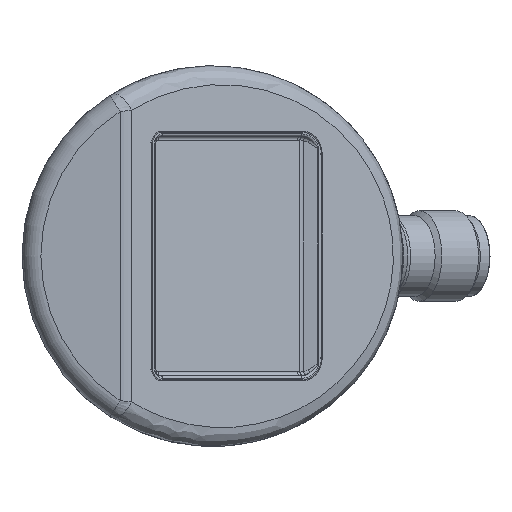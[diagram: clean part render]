
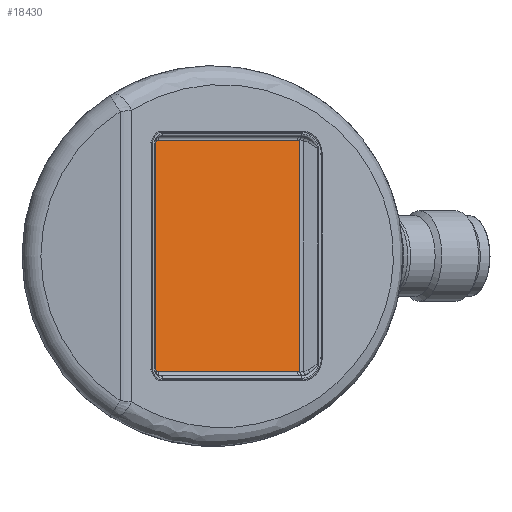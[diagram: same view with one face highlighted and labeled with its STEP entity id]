
A CAD part, front view. The second image highlights one B-rep face of the part: STEP entity #18430.
In plain terms, the highlighted planar face has unit normal (0.5, -0.866, 0).
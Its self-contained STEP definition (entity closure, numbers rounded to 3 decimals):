
#493=CIRCLE('',#26078,1.946);
#494=CIRCLE('',#26079,1.946);
#495=CIRCLE('',#26080,0.446);
#496=CIRCLE('',#26081,0.446);
#1345=LINE('',#33135,#2532);
#1346=LINE('',#33139,#2533);
#1347=LINE('',#33143,#2534);
#1348=LINE('',#33147,#2535);
#2532=VECTOR('',#27991,1000.);
#2533=VECTOR('',#27994,1000.);
#2534=VECTOR('',#27997,1000.);
#2535=VECTOR('',#28000,1000.);
#3665=PLANE('',#26077);
#4315=ORIENTED_EDGE('',*,*,#9992,.T.);
#4316=ORIENTED_EDGE('',*,*,#9993,.T.);
#4317=ORIENTED_EDGE('',*,*,#9994,.T.);
#4318=ORIENTED_EDGE('',*,*,#9995,.T.);
#4319=ORIENTED_EDGE('',*,*,#9996,.T.);
#4320=ORIENTED_EDGE('',*,*,#9997,.T.);
#4321=ORIENTED_EDGE('',*,*,#9998,.T.);
#4322=ORIENTED_EDGE('',*,*,#9999,.T.);
#9992=EDGE_CURVE('',#12831,#12832,#493,.F.);
#9993=EDGE_CURVE('',#12832,#12833,#1345,.T.);
#9994=EDGE_CURVE('',#12833,#12834,#494,.F.);
#9995=EDGE_CURVE('',#12834,#12835,#1346,.T.);
#9996=EDGE_CURVE('',#12835,#12836,#495,.F.);
#9997=EDGE_CURVE('',#12836,#12837,#1347,.T.);
#9998=EDGE_CURVE('',#12837,#12838,#496,.F.);
#9999=EDGE_CURVE('',#12838,#12831,#1348,.T.);
#12831=VERTEX_POINT('',#33133);
#12832=VERTEX_POINT('',#33134);
#12833=VERTEX_POINT('',#33136);
#12834=VERTEX_POINT('',#33138);
#12835=VERTEX_POINT('',#33140);
#12836=VERTEX_POINT('',#33142);
#12837=VERTEX_POINT('',#33144);
#12838=VERTEX_POINT('',#33146);
#15393=EDGE_LOOP('',(#4315,#4316,#4317,#4318,#4319,#4320,#4321,#4322));
#16793=FACE_BOUND('',#15393,.T.);
#18430=ADVANCED_FACE('',(#16793),#3665,.F.);
#26077=AXIS2_PLACEMENT_3D('',#33131,#27987,#27988);
#26078=AXIS2_PLACEMENT_3D('',#33132,#27989,#27990);
#26079=AXIS2_PLACEMENT_3D('',#33137,#27992,#27993);
#26080=AXIS2_PLACEMENT_3D('',#33141,#27995,#27996);
#26081=AXIS2_PLACEMENT_3D('',#33145,#27998,#27999);
#27987=DIRECTION('',(-0.5,0.866,0.));
#27988=DIRECTION('',(0.866,0.5,0.));
#27989=DIRECTION('',(-0.5,0.866,0.));
#27990=DIRECTION('',(0.866,0.5,0.));
#27991=DIRECTION('',(0.,0.,1.));
#27992=DIRECTION('',(-0.5,0.866,0.));
#27993=DIRECTION('',(0.866,0.5,0.));
#27994=DIRECTION('',(-0.866,-0.5,0.));
#27995=DIRECTION('',(-0.5,0.866,0.));
#27996=DIRECTION('',(0.866,0.5,0.));
#27997=DIRECTION('',(0.,0.,-1.));
#27998=DIRECTION('',(-0.5,0.866,0.));
#27999=DIRECTION('',(0.866,0.5,0.));
#28000=DIRECTION('',(0.866,0.5,0.));
#33131=CARTESIAN_POINT('',(11.293,-72.021,13.4));
#33132=CARTESIAN_POINT('',(11.293,-72.021,-13.4));
#33133=CARTESIAN_POINT('',(11.293,-72.021,-15.346));
#33134=CARTESIAN_POINT('',(11.576,-71.857,-15.318));
#33135=CARTESIAN_POINT('',(11.576,-71.857,15.252));
#33136=CARTESIAN_POINT('',(11.576,-71.857,15.318));
#33137=CARTESIAN_POINT('',(11.293,-72.021,13.4));
#33138=CARTESIAN_POINT('',(11.293,-72.021,15.346));
#33139=CARTESIAN_POINT('',(-7.153,-82.671,15.346));
#33140=CARTESIAN_POINT('',(-7.153,-82.671,15.346));
#33141=CARTESIAN_POINT('',(-7.153,-82.671,14.9));
#33142=CARTESIAN_POINT('',(-7.539,-82.893,14.9));
#33143=CARTESIAN_POINT('',(-7.539,-82.893,-14.9));
#33144=CARTESIAN_POINT('',(-7.539,-82.893,-14.9));
#33145=CARTESIAN_POINT('',(-7.153,-82.671,-14.9));
#33146=CARTESIAN_POINT('',(-7.153,-82.671,-15.346));
#33147=CARTESIAN_POINT('',(11.293,-72.021,-15.346));
